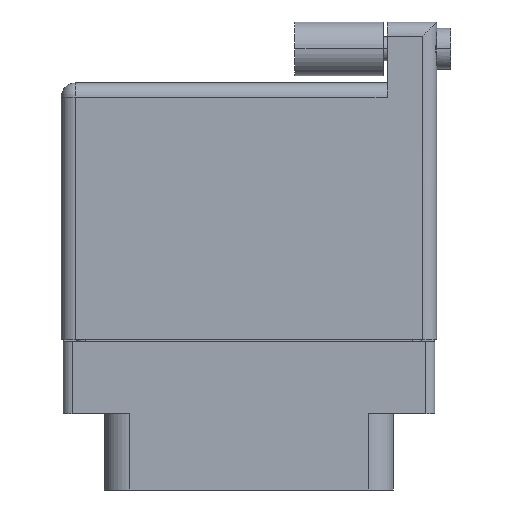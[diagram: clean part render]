
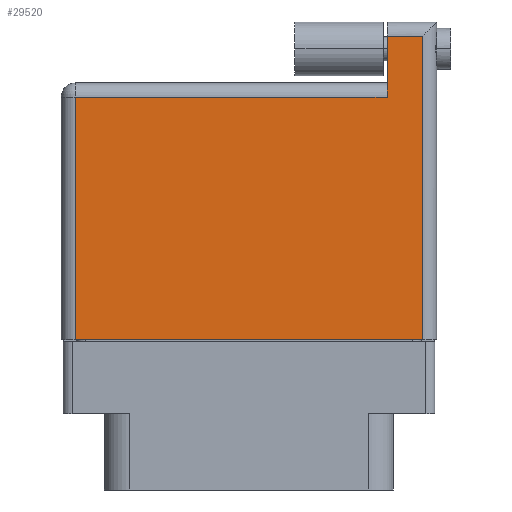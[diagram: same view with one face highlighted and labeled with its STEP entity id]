
A CAD part, front view. The second image highlights one B-rep face of the part: STEP entity #29520.
In plain terms, the highlighted face is planar.
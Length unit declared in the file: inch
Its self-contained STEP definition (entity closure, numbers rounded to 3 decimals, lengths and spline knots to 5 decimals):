
#1179 = DIRECTION ( 'NONE',  ( 0., 0., -1. ) ) ;
#1417 = ORIENTED_EDGE ( 'NONE', *, *, #13818, .T. ) ;
#1418 = LINE ( 'NONE', #14353, #10647 ) ;
#1559 = CARTESIAN_POINT ( 'NONE',  ( -0.6125, 0.756, 0.3575 ) ) ;
#2469 = AXIS2_PLACEMENT_3D ( 'NONE', #24693, #1179, #3346 ) ;
#3223 = VECTOR ( 'NONE', #17284, 39.37008 ) ;
#3245 = CARTESIAN_POINT ( 'NONE',  ( 0.4875, 1.02, 0.3575 ) ) ;
#3346 = DIRECTION ( 'NONE',  ( -1., 0., 0. ) ) ;
#3477 = CARTESIAN_POINT ( 'NONE',  ( 0.4875, 0.97, 0.3575 ) ) ;
#4588 = ORIENTED_EDGE ( 'NONE', *, *, #23014, .T. ) ;
#4816 = DIRECTION ( 'NONE',  ( 0., 1., 0. ) ) ;
#5378 = VERTEX_POINT ( 'NONE', #1559 ) ;
#5792 = DIRECTION ( 'NONE',  ( 1., 0., 0. ) ) ;
#6059 = VERTEX_POINT ( 'NONE', #13918 ) ;
#7297 = VECTOR ( 'NONE', #5792, 39.37008 ) ;
#8087 = LINE ( 'NONE', #12647, #30235 ) ;
#9361 = ORIENTED_EDGE ( 'NONE', *, *, #23849, .T. ) ;
#10155 = LINE ( 'NONE', #15515, #28222 ) ;
#10487 = EDGE_CURVE ( 'NONE', #6059, #22771, #1418, .T. ) ;
#10647 = VECTOR ( 'NONE', #24044, 39.37008 ) ;
#10955 = CARTESIAN_POINT ( 'NONE',  ( 0.4875, 0.756, 0.3575 ) ) ;
#11514 = DIRECTION ( 'NONE',  ( -1., 0., 0. ) ) ;
#11730 = CARTESIAN_POINT ( 'NONE',  ( 0.6125, 1.02, 0.3575 ) ) ;
#12105 = LINE ( 'NONE', #24472, #7297 ) ;
#12647 = CARTESIAN_POINT ( 'NONE',  ( -0.6125, -0.1, 0.3575 ) ) ;
#13818 = EDGE_CURVE ( 'NONE', #23957, #5378, #10155, .T. ) ;
#13918 = CARTESIAN_POINT ( 'NONE',  ( 0.6125, 0.97, 0.3575 ) ) ;
#14353 = CARTESIAN_POINT ( 'NONE',  ( -0.6625, 0.97, 0.3575 ) ) ;
#14989 = DIRECTION ( 'NONE',  ( 0., -1., 0. ) ) ;
#15515 = CARTESIAN_POINT ( 'NONE',  ( -0.6625, 0.756, 0.3575 ) ) ;
#16777 = EDGE_LOOP ( 'NONE', ( #9361, #4588, #26671, #22265, #1417, #19214 ) ) ;
#17284 = DIRECTION ( 'NONE',  ( 0., -1., 0. ) ) ;
#18510 = EDGE_CURVE ( 'NONE', #22771, #23957, #27974, .T. ) ;
#19214 = ORIENTED_EDGE ( 'NONE', *, *, #29564, .T. ) ;
#19583 = LINE ( 'NONE', #11730, #27207 ) ;
#20803 = CARTESIAN_POINT ( 'NONE',  ( -0.6125, -0.1, 0.3575 ) ) ;
#21164 = VERTEX_POINT ( 'NONE', #20803 ) ;
#22090 = PLANE ( 'NONE',  #2469 ) ;
#22265 = ORIENTED_EDGE ( 'NONE', *, *, #18510, .T. ) ;
#22771 = VERTEX_POINT ( 'NONE', #3477 ) ;
#23014 = EDGE_CURVE ( 'NONE', #23171, #6059, #19583, .T. ) ;
#23171 = VERTEX_POINT ( 'NONE', #26065 ) ;
#23849 = EDGE_CURVE ( 'NONE', #21164, #23171, #12105, .T. ) ;
#23957 = VERTEX_POINT ( 'NONE', #10955 ) ;
#24044 = DIRECTION ( 'NONE',  ( -1., 0., 0. ) ) ;
#24472 = CARTESIAN_POINT ( 'NONE',  ( -0.6625, -0.1, 0.3575 ) ) ;
#24693 = CARTESIAN_POINT ( 'NONE',  ( -0.6625, 0.806, 0.3575 ) ) ;
#26065 = CARTESIAN_POINT ( 'NONE',  ( 0.6125, -0.1, 0.3575 ) ) ;
#26671 = ORIENTED_EDGE ( 'NONE', *, *, #10487, .T. ) ;
#27207 = VECTOR ( 'NONE', #4816, 39.37008 ) ;
#27285 = FACE_OUTER_BOUND ( 'NONE', #16777, .T. ) ;
#27974 = LINE ( 'NONE', #3245, #3223 ) ;
#28222 = VECTOR ( 'NONE', #11514, 39.37008 ) ;
#29520 = ADVANCED_FACE ( 'NONE', ( #27285 ), #22090, .F. ) ;
#29564 = EDGE_CURVE ( 'NONE', #5378, #21164, #8087, .T. ) ;
#30235 = VECTOR ( 'NONE', #14989, 39.37008 ) ;
